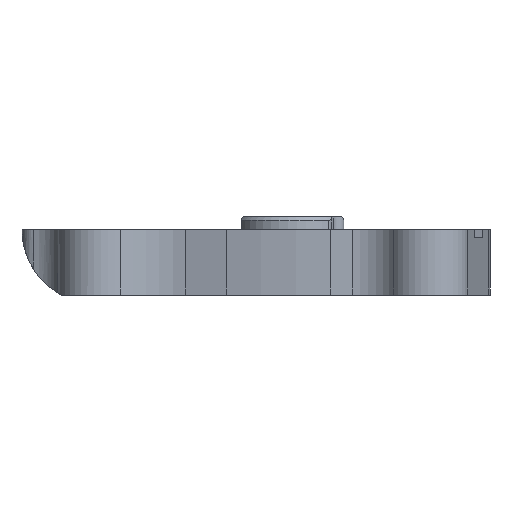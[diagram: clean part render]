
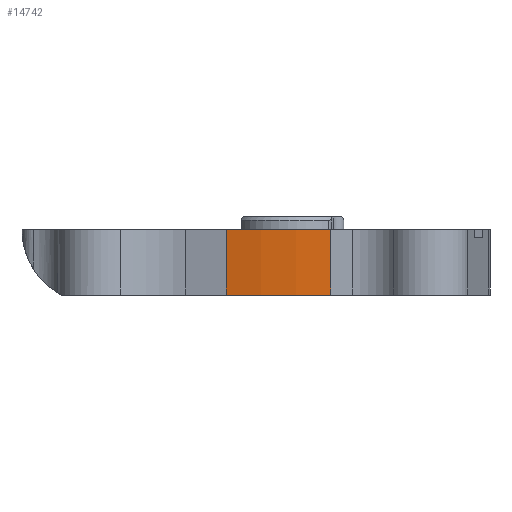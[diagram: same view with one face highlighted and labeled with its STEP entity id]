
A CAD part, front view. The second image highlights one B-rep face of the part: STEP entity #14742.
In plain terms, the highlighted cylindrical face has radius 23 mm (diameter 46 mm), a partial arc.
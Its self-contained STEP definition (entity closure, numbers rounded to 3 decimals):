
#38=PLANE('',#39);
#39=AXIS2_PLACEMENT_3D('',#40,#41,#42);
#40=CARTESIAN_POINT('',(0.0,0.0,0.0));
#41=DIRECTION('',(0.0,0.0,-1.0));
#42=DIRECTION('',(-1.0,0.0,0.0));
#1022=VERTEX_POINT('',#1023);
#1023=CARTESIAN_POINT('',(42.188,-15.389,0.0));
#1037=PLANE('',#1038);
#1038=AXIS2_PLACEMENT_3D('',#1039,#1040,#1041);
#1039=CARTESIAN_POINT('',(45.633,-15.324,0.0));
#1040=DIRECTION('',(-0.019,1.,0.0));
#1041=DIRECTION('',(-1.,-0.019,0.0));
#1049=EDGE_CURVE('',#1022,#1050,#1052,.T.);
#1050=VERTEX_POINT('',#1051);
#1051=CARTESIAN_POINT('',(35.805,-14.609,0.0));
#1052=SURFACE_CURVE('',#1053,(#1058,#1065),.CURVE_3D.);
#1053=CIRCLE('',#1054,23.0);
#1054=AXIS2_PLACEMENT_3D('',#1055,#1056,#1057);
#1055=CARTESIAN_POINT('',(41.758,7.607,0.0));
#1056=DIRECTION('',(0.0,0.0,-1.0));
#1057=DIRECTION('',(-1.0,0.0,0.0));
#1058=PCURVE('',#38,#1064);
#1059=CIRCLE('',#1060,23.0);
#1060=AXIS2_PLACEMENT_2D('',#1061,#1062);
#1061=CARTESIAN_POINT('',(-41.758,7.607));
#1062=DIRECTION('',(1.0,0.0));
#1063=(GEOMETRIC_REPRESENTATION_CONTEXT(2)PARAMETRIC_REPRESENTATION_CONTEXT()REPRESENTATION_CONTEXT('2D SPACE',''));
#1064=DEFINITIONAL_REPRESENTATION('',(#1059),#1063);
#1065=PCURVE('',#1066,#1076);
#1066=CYLINDRICAL_SURFACE('',#1067,23.0);
#1067=AXIS2_PLACEMENT_3D('',#1068,#1069,#1070);
#1068=CARTESIAN_POINT('',(41.758,7.607,4.0));
#1069=DIRECTION('',(0.0,0.0,1.0));
#1070=DIRECTION('',(1.0,0.0,0.0));
#1071=LINE('',#1072,#1073);
#1072=CARTESIAN_POINT('',(9.425,-4.0));
#1073=VECTOR('',#1074,1.0);
#1074=DIRECTION('',(-1.0,0.0));
#1075=(GEOMETRIC_REPRESENTATION_CONTEXT(2)PARAMETRIC_REPRESENTATION_CONTEXT()REPRESENTATION_CONTEXT('2D SPACE',''));
#1076=DEFINITIONAL_REPRESENTATION('',(#1071),#1075);
#1087=PLANE('',#1088);
#1088=AXIS2_PLACEMENT_3D('',#1089,#1090,#1091);
#1089=CARTESIAN_POINT('',(49.901,-18.386,4.0));
#1090=DIRECTION('',(0.259,0.966,0.0));
#1091=DIRECTION('',(-0.966,0.259,0.0));
#2271=PLANE('',#2272);
#2272=AXIS2_PLACEMENT_3D('',#2273,#2274,#2275);
#2273=CARTESIAN_POINT('',(0.0,0.0,4.0));
#2274=DIRECTION('',(0.0,0.0,-1.0));
#2275=DIRECTION('',(-1.0,0.0,0.0));
#2762=VERTEX_POINT('',#2763);
#2763=CARTESIAN_POINT('',(35.805,-14.609,4.0));
#2784=EDGE_CURVE('',#2762,#2785,#2787,.T.);
#2785=VERTEX_POINT('',#2786);
#2786=CARTESIAN_POINT('',(42.188,-15.389,4.0));
#2787=SURFACE_CURVE('',#2788,(#2793,#2800),.CURVE_3D.);
#2788=CIRCLE('',#2789,23.0);
#2789=AXIS2_PLACEMENT_3D('',#2790,#2791,#2792);
#2790=CARTESIAN_POINT('',(41.758,7.607,4.0));
#2791=DIRECTION('',(0.0,0.0,1.0));
#2792=DIRECTION('',(-1.0,0.0,0.0));
#2793=PCURVE('',#2271,#2799);
#2794=CIRCLE('',#2795,23.0);
#2795=AXIS2_PLACEMENT_2D('',#2796,#2797);
#2796=CARTESIAN_POINT('',(-41.758,7.607));
#2797=DIRECTION('',(1.0,0.0));
#2798=(GEOMETRIC_REPRESENTATION_CONTEXT(2)PARAMETRIC_REPRESENTATION_CONTEXT()REPRESENTATION_CONTEXT('2D SPACE',''));
#2799=DEFINITIONAL_REPRESENTATION('',(#2794),#2798);
#2800=PCURVE('',#1066,#2806);
#2801=LINE('',#2802,#2803);
#2802=CARTESIAN_POINT('',(3.142,0.0));
#2803=VECTOR('',#2804,1.0);
#2804=DIRECTION('',(1.0,0.0));
#2805=(GEOMETRIC_REPRESENTATION_CONTEXT(2)PARAMETRIC_REPRESENTATION_CONTEXT()REPRESENTATION_CONTEXT('2D SPACE',''));
#2806=DEFINITIONAL_REPRESENTATION('',(#2801),#2805);
#7066=EDGE_CURVE('',#1050,#2762,#7067,.T.);
#7067=SURFACE_CURVE('',#7068,(#7072,#7079),.CURVE_3D.);
#7068=LINE('',#7069,#7070);
#7069=CARTESIAN_POINT('',(35.805,-14.609,4.0));
#7070=VECTOR('',#7071,1.0);
#7071=DIRECTION('',(0.0,0.0,1.0));
#7072=PCURVE('',#1087,#7078);
#7073=LINE('',#7074,#7075);
#7074=CARTESIAN_POINT('',(14.593,0.0));
#7075=VECTOR('',#7076,1.0);
#7076=DIRECTION('',(0.0,1.0));
#7077=(GEOMETRIC_REPRESENTATION_CONTEXT(2)PARAMETRIC_REPRESENTATION_CONTEXT()REPRESENTATION_CONTEXT('2D SPACE',''));
#7078=DEFINITIONAL_REPRESENTATION('',(#7073),#7077);
#7079=PCURVE('',#1066,#7085);
#7080=LINE('',#7081,#7082);
#7081=CARTESIAN_POINT('',(4.451,0.0));
#7082=VECTOR('',#7083,1.0);
#7083=DIRECTION('',(0.0,1.0));
#7084=(GEOMETRIC_REPRESENTATION_CONTEXT(2)PARAMETRIC_REPRESENTATION_CONTEXT()REPRESENTATION_CONTEXT('2D SPACE',''));
#7085=DEFINITIONAL_REPRESENTATION('',(#7080),#7084);
#14666=EDGE_CURVE('',#2785,#1022,#14667,.T.);
#14667=SURFACE_CURVE('',#14668,(#14672,#14679),.CURVE_3D.);
#14668=LINE('',#14669,#14670);
#14669=CARTESIAN_POINT('',(42.188,-15.389,0.0));
#14670=VECTOR('',#14671,1.0);
#14671=DIRECTION('',(0.0,0.0,-1.0));
#14672=PCURVE('',#1037,#14678);
#14673=LINE('',#14674,#14675);
#14674=CARTESIAN_POINT('',(3.445,0.0));
#14675=VECTOR('',#14676,1.0);
#14676=DIRECTION('',(0.0,-1.0));
#14677=(GEOMETRIC_REPRESENTATION_CONTEXT(2)PARAMETRIC_REPRESENTATION_CONTEXT()REPRESENTATION_CONTEXT('2D SPACE',''));
#14678=DEFINITIONAL_REPRESENTATION('',(#14673),#14677);
#14679=PCURVE('',#1066,#14685);
#14680=LINE('',#14681,#14682);
#14681=CARTESIAN_POINT('',(4.731,-4.0));
#14682=VECTOR('',#14683,1.0);
#14683=DIRECTION('',(0.0,-1.0));
#14684=(GEOMETRIC_REPRESENTATION_CONTEXT(2)PARAMETRIC_REPRESENTATION_CONTEXT()REPRESENTATION_CONTEXT('2D SPACE',''));
#14685=DEFINITIONAL_REPRESENTATION('',(#14680),#14684);
#14742=ADVANCED_FACE('',(#14743),#1066,.T.);
#14743=FACE_BOUND('',#14744,.T.);
#14744=EDGE_LOOP('',(#14745,#14746,#14747,#14748));
#14745=ORIENTED_EDGE('',*,*,#1049,.F.);
#14746=ORIENTED_EDGE('',*,*,#14666,.F.);
#14747=ORIENTED_EDGE('',*,*,#2784,.F.);
#14748=ORIENTED_EDGE('',*,*,#7066,.F.);
